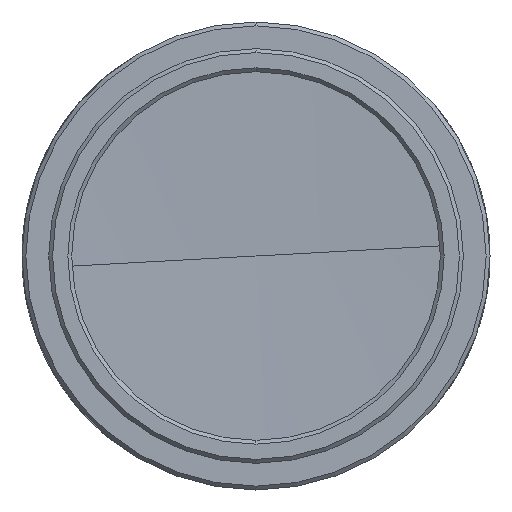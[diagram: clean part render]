
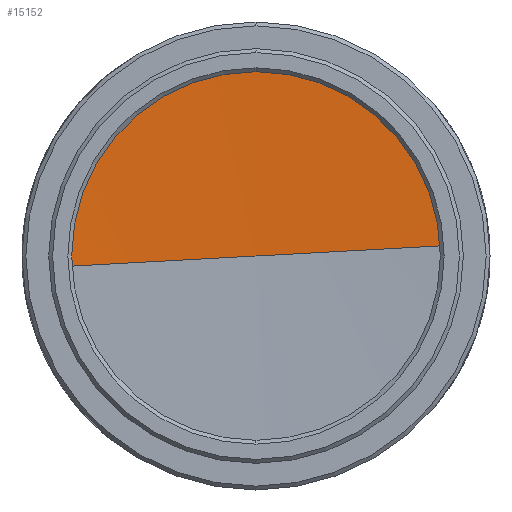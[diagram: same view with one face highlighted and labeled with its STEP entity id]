
A CAD part, left-side view. The second image highlights one B-rep face of the part: STEP entity #15152.
In plain terms, the highlighted spherical face has radius 291.07 mm.
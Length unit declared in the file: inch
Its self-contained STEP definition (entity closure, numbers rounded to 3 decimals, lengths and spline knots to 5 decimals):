
#502 = ORIENTED_EDGE ( 'NONE', *, *, #17871, .F. ) ;
#768 = EDGE_CURVE ( 'NONE', #8280, #14635, #6801, .T. ) ;
#905 = CARTESIAN_POINT ( 'NONE',  ( -0.1575, 0.02708, 0.49369 ) ) ;
#989 = CIRCLE ( 'NONE', #4177, 11.45945 ) ;
#2516 = VERTEX_POINT ( 'NONE', #905 ) ;
#2671 = ORIENTED_EDGE ( 'NONE', *, *, #5503, .F. ) ;
#3524 = FACE_OUTER_BOUND ( 'NONE', #9816, .T. ) ;
#4015 = SPHERICAL_SURFACE ( 'NONE', #15463, 11.45945 ) ;
#4177 = AXIS2_PLACEMENT_3D ( 'NONE', #14620, #5591, #16138 ) ;
#4432 = CARTESIAN_POINT ( 'NONE',  ( -0.14683, 0., 0. ) ) ;
#4916 = CARTESIAN_POINT ( 'NONE',  ( -0.1575, -0.49369, 0.02708 ) ) ;
#5058 = DIRECTION ( 'NONE',  ( 1., 0., 0. ) ) ;
#5503 = EDGE_CURVE ( 'NONE', #2516, #12932, #12675, .T. ) ;
#5591 = DIRECTION ( 'NONE',  ( 0., 0.055, 0.998 ) ) ;
#6801 = CIRCLE ( 'NONE', #13858, 11.45945 ) ;
#7178 = AXIS2_PLACEMENT_3D ( 'NONE', #7585, #18136, #9115 ) ;
#7226 = DIRECTION ( 'NONE',  ( 0., -0.998, 0.055 ) ) ;
#7585 = CARTESIAN_POINT ( 'NONE',  ( -0.1575, 0., 0. ) ) ;
#8280 = VERTEX_POINT ( 'NONE', #10212 ) ;
#8875 = DIRECTION ( 'NONE',  ( 0., -0.055, -0.998 ) ) ;
#9115 = DIRECTION ( 'NONE',  ( 0., 0.055, 0.998 ) ) ;
#9288 = AXIS2_PLACEMENT_3D ( 'NONE', #14110, #5058, #15608 ) ;
#9816 = EDGE_LOOP ( 'NONE', ( #502, #11626, #11279, #2671 ) ) ;
#10212 = CARTESIAN_POINT ( 'NONE',  ( -0.1575, 0.49369, -0.02708 ) ) ;
#11111 = EDGE_CURVE ( 'NONE', #12932, #14635, #989, .T. ) ;
#11279 = ORIENTED_EDGE ( 'NONE', *, *, #11111, .F. ) ;
#11626 = ORIENTED_EDGE ( 'NONE', *, *, #768, .T. ) ;
#11706 = DIRECTION ( 'NONE',  ( 0., -0.055, -0.998 ) ) ;
#12039 = CIRCLE ( 'NONE', #9288, 0.49443 ) ;
#12335 = DIRECTION ( 'NONE',  ( 0., 0.998, -0.055 ) ) ;
#12675 = CIRCLE ( 'NONE', #7178, 0.49443 ) ;
#12932 = VERTEX_POINT ( 'NONE', #4916 ) ;
#13251 = CARTESIAN_POINT ( 'NONE',  ( -11.60628, 0., 0. ) ) ;
#13858 = AXIS2_PLACEMENT_3D ( 'NONE', #15039, #8875, #12335 ) ;
#14110 = CARTESIAN_POINT ( 'NONE',  ( -0.1575, 0., 0. ) ) ;
#14620 = CARTESIAN_POINT ( 'NONE',  ( -11.60628, 0., 0. ) ) ;
#14635 = VERTEX_POINT ( 'NONE', #4432 ) ;
#15039 = CARTESIAN_POINT ( 'NONE',  ( -11.60628, 0., 0. ) ) ;
#15152 = ADVANCED_FACE ( 'NONE', ( #3524 ), #4015, .F. ) ;
#15463 = AXIS2_PLACEMENT_3D ( 'NONE', #13251, #11706, #7226 ) ;
#15608 = DIRECTION ( 'NONE',  ( 0., 0.055, 0.998 ) ) ;
#16138 = DIRECTION ( 'NONE',  ( 0., -0.998, 0.055 ) ) ;
#17871 = EDGE_CURVE ( 'NONE', #8280, #2516, #12039, .T. ) ;
#18136 = DIRECTION ( 'NONE',  ( 1., 0., 0. ) ) ;
